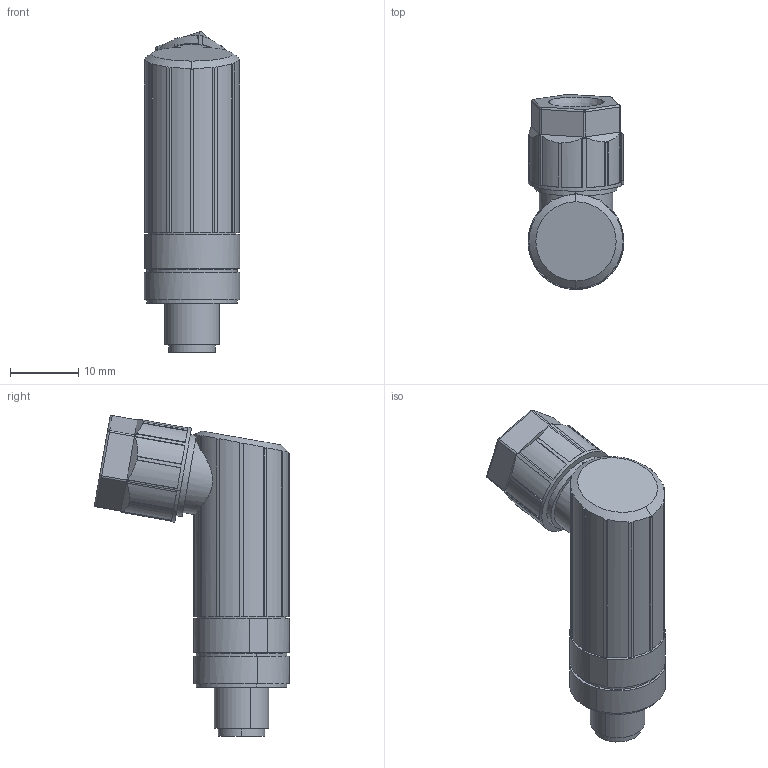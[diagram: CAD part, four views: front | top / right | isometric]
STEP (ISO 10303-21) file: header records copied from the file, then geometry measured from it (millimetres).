
FILE_DESCRIPTION(('CATIA V5 STEP Exchange','CAx-IF Rec.Pracs.--- Model Styling and Organization---1.5--- 2016-08-15','CAx-IF Rec.Pracs.---Supplemental Geometry---1.0---2011-11-01','CAx-IF Rec.Pracs.--- Composite Materials ---1.1---2010-07-15'),'2;1');
FILE_NAME ('2091739-2_0', '2025-02-19T07:35:43+00:00', ('none'), ('Weidmueller'), 'CATIA Version 5-6 Release 2022 SP4 HF5', 'CATIA V5 STEP AP214 v3', 'none');
FILE_SCHEMA(('AUTOMOTIVE_DESIGN { 1 0 10303 214 1 1 1 1 }'));
Length unit declared in the file: millimetre
Products named in the file (1): 3103340000
Bounding box: 14 x 28.49 x 46.9 mm (x, y, z)
Volume: 5219.1 mm3; surface area: 4996.5 mm2
Topology: 1 solids, 1 shells, 431 faces, 1228 edges, 819 vertices
Faces by surface type: plane 233, cylinder 135, extrusion 39, cone 18, sphere 6
Entity records: 14811 total; most frequent: CARTESIAN_POINT 4640, ORIENTED_EDGE 2456, DIRECTION 1394, EDGE_CURVE 1228, VERTEX_POINT 819, VECTOR 747, LINE 708, EDGE_LOOP 453
